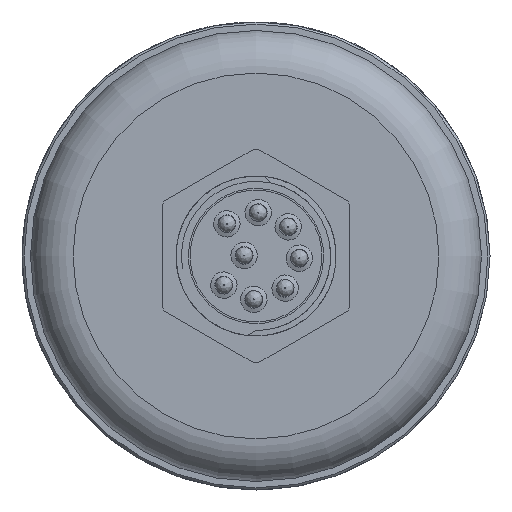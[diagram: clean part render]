
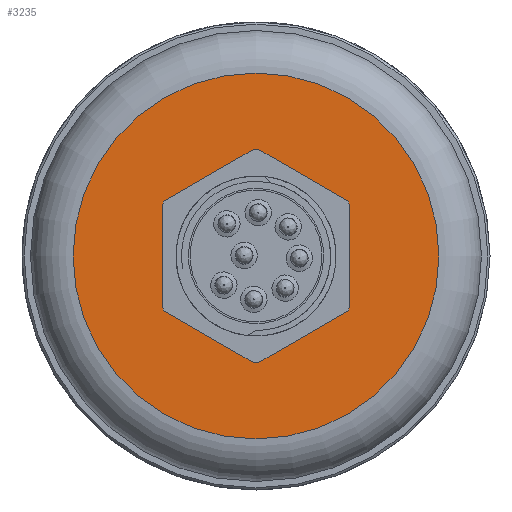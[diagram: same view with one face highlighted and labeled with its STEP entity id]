
A CAD part, front view. The second image highlights one B-rep face of the part: STEP entity #3235.
In plain terms, the highlighted planar face has unit normal (0, -1, 0).
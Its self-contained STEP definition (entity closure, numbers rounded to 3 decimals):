
#663=FACE_OUTER_BOUND('',#884,.T.);
#884=EDGE_LOOP('',(#2716,#2717));
#1144=CIRCLE('',#3765,21.5);
#1145=CIRCLE('',#3766,21.5);
#1444=VERTEX_POINT('',#8993);
#1445=VERTEX_POINT('',#8994);
#1872=EDGE_CURVE('',#1444,#1445,#1144,.T.);
#1873=EDGE_CURVE('',#1445,#1444,#1145,.T.);
#2716=ORIENTED_EDGE('',*,*,#1872,.F.);
#2717=ORIENTED_EDGE('',*,*,#1873,.F.);
#2840=PLANE('',#3764);
#3235=ADVANCED_FACE('',(#663),#2840,.T.);
#3764=AXIS2_PLACEMENT_3D('',#8992,#4744,#4745);
#3765=AXIS2_PLACEMENT_3D('',#8995,#4746,#4747);
#3766=AXIS2_PLACEMENT_3D('',#8996,#4748,#4749);
#4744=DIRECTION('center_axis',(0.,-1.,0.));
#4745=DIRECTION('ref_axis',(0.5,0.,0.866));
#4746=DIRECTION('center_axis',(0.,1.,0.));
#4747=DIRECTION('ref_axis',(0.866,0.,-0.5));
#4748=DIRECTION('center_axis',(0.,1.,0.));
#4749=DIRECTION('ref_axis',(0.866,0.,-0.5));
#8992=CARTESIAN_POINT('Origin',(0.,-94.297,
0.));
#8993=CARTESIAN_POINT('',(-18.62,-94.297,10.75));
#8994=CARTESIAN_POINT('',(-10.75,-94.297,-18.62));
#8995=CARTESIAN_POINT('Origin',(0.,-94.297,
0.));
#8996=CARTESIAN_POINT('Origin',(0.,-94.297,
0.));
